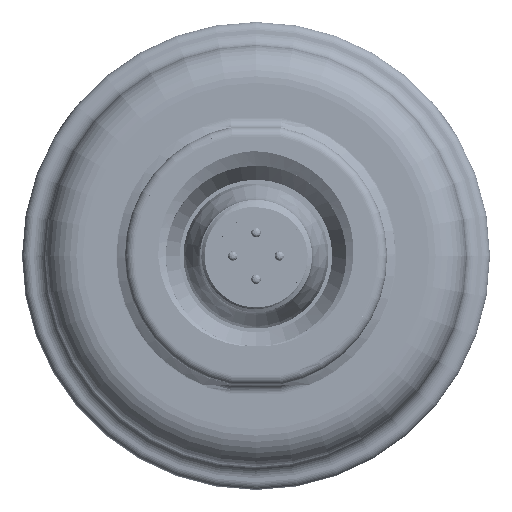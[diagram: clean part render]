
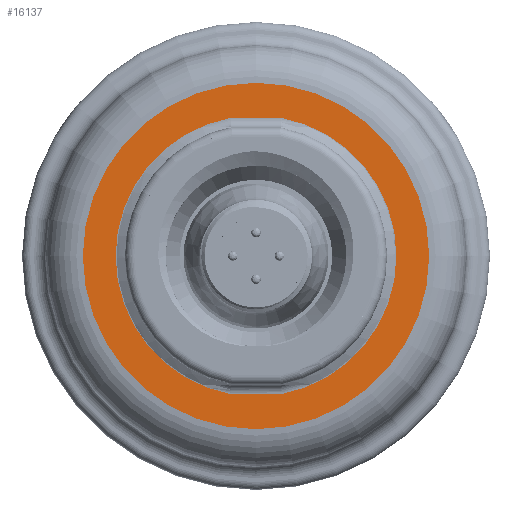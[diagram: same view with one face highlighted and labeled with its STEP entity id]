
A CAD part, front view. The second image highlights one B-rep face of the part: STEP entity #16137.
In plain terms, the highlighted planar face has unit normal (0, -1, 0).
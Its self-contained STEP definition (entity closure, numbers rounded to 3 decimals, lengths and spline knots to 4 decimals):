
#1931=CARTESIAN_POINT('',(0.,-0.1181,0.));
#1932=DIRECTION('',(0.,-1.,0.));
#1933=DIRECTION('',(0.,0.,-1.));
#1934=AXIS2_PLACEMENT_3D('',#1931,#1932,#1933);
#1936=CARTESIAN_POINT('',(0.,-0.1181,0.));
#1937=DIRECTION('',(0.,-1.,0.));
#1938=DIRECTION('',(0.,0.,1.));
#1939=AXIS2_PLACEMENT_3D('',#1936,#1937,#1938);
#1941=CARTESIAN_POINT('',(0.,-0.1181,0.));
#1942=DIRECTION('',(0.,-1.,0.));
#1943=DIRECTION('',(-0.182,0.,0.983));
#1944=AXIS2_PLACEMENT_3D('',#1941,#1942,#1943);
#1946=DIRECTION('',(1.,0.,0.));
#1947=VECTOR('',#1946,0.2147);
#1948=CARTESIAN_POINT('',(-0.1074,-0.1181,
-0.5807));
#1949=LINE('',#1948,#1947);
#1950=CARTESIAN_POINT('',(0.,-0.1181,0.));
#1951=DIRECTION('',(0.,-1.,0.));
#1952=DIRECTION('',(0.182,0.,-0.983));
#1953=AXIS2_PLACEMENT_3D('',#1950,#1951,#1952);
#1955=DIRECTION('',(-1.,0.,0.));
#1956=VECTOR('',#1955,0.2147);
#1957=CARTESIAN_POINT('',(0.1074,-0.1181,
0.5807));
#1958=LINE('',#1957,#1956);
#13968=CARTESIAN_POINT('',(-0.1074,-0.1181,
0.5807));
#13969=CARTESIAN_POINT('',(-0.1074,-0.1181,
-0.5807));
#13970=VERTEX_POINT('',#13968);
#13971=VERTEX_POINT('',#13969);
#13976=CARTESIAN_POINT('',(0.1074,-0.1181,
-0.5807));
#13977=CARTESIAN_POINT('',(0.1074,-0.1181,
0.5807));
#13978=VERTEX_POINT('',#13976);
#13979=VERTEX_POINT('',#13977);
#14328=CARTESIAN_POINT('',(0.,-0.1181,-0.7283));
#14329=CARTESIAN_POINT('',(0.,-0.1181,0.7283));
#14330=VERTEX_POINT('',#14328);
#14331=VERTEX_POINT('',#14329);
#16117=CARTESIAN_POINT('',(0.,-0.1181,0.));
#16118=DIRECTION('',(0.,-1.,0.));
#16119=DIRECTION('',(0.,0.,1.));
#16120=AXIS2_PLACEMENT_3D('',#16117,#16118,#16119);
#16121=PLANE('',#16120);
#16123=ORIENTED_EDGE('',*,*,#16122,.F.);
#16124=ORIENTED_EDGE('',*,*,#16107,.F.);
#16125=EDGE_LOOP('',(#16123,#16124));
#16126=FACE_OUTER_BOUND('',#16125,.F.);
#16128=ORIENTED_EDGE('',*,*,#16127,.T.);
#16130=ORIENTED_EDGE('',*,*,#16129,.T.);
#16132=ORIENTED_EDGE('',*,*,#16131,.T.);
#16134=ORIENTED_EDGE('',*,*,#16133,.T.);
#16135=EDGE_LOOP('',(#16128,#16130,#16132,#16134));
#16136=FACE_BOUND('',#16135,.F.);
#16137=ADVANCED_FACE('',(#16126,#16136),#16121,.T.);
#1935=CIRCLE('',#1934,0.7283);
#1940=CIRCLE('',#1939,0.7283);
#1945=CIRCLE('',#1944,0.5906);
#1954=CIRCLE('',#1953,0.5906);
#16107=EDGE_CURVE('',#14331,#14330,#1940,.T.);
#16122=EDGE_CURVE('',#14330,#14331,#1935,.T.);
#16127=EDGE_CURVE('',#13970,#13971,#1945,.T.);
#16129=EDGE_CURVE('',#13971,#13978,#1949,.T.);
#16131=EDGE_CURVE('',#13978,#13979,#1954,.T.);
#16133=EDGE_CURVE('',#13979,#13970,#1958,.T.);
